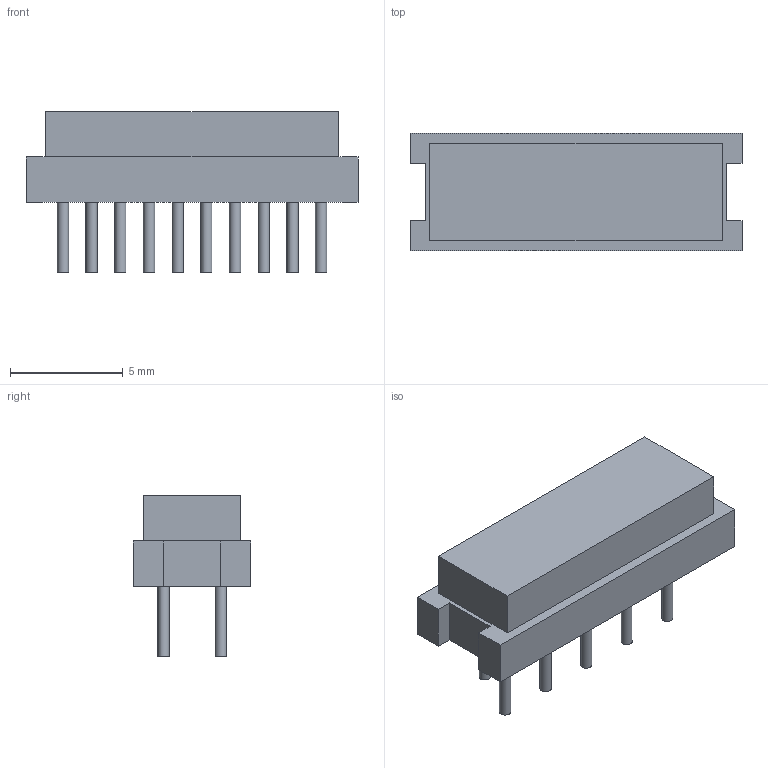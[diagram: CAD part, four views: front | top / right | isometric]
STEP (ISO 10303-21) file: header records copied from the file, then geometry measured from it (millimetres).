
FILE_DESCRIPTION(('FreeCAD Model'),'2;1');
FILE_NAME('10P_KinkedPin_IDC.step','2019-09-13T22:46:56',('Author'),(''), 'Open CASCADE STEP processor 7.3','FreeCAD','Unknown');
FILE_SCHEMA(('AUTOMOTIVE_DESIGN { 1 0 10303 214 1 1 1 1 }'));
Length unit declared in the file: millimetre
Products named in the file (1): Body
Bounding box: 14.7 x 5.2 x 7.1 mm (x, y, z)
Volume: 263.7 mm3; surface area: 348.7 mm2
Topology: 1 solids, 1 shells, 39 faces, 78 edges, 52 vertices
Faces by surface type: plane 29, cylinder 10
Full cylindrical faces by diameter (mm): 0.5 x10
Entity records: 2047 total; most frequent: DIRECTION 334, CARTESIAN_POINT 326, LINE 194, VECTOR 194, ORIENTED_EDGE 156, PCURVE 156, DEFINITIONAL_REPRESENTATION 156, EDGE_CURVE 78
